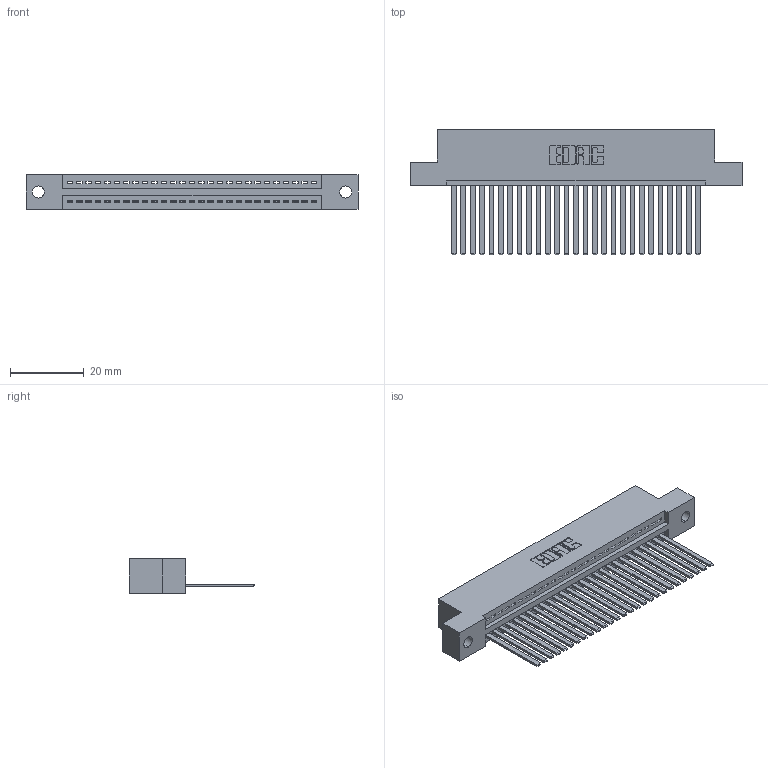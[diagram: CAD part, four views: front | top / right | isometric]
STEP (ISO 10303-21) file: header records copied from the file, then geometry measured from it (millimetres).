
FILE_DESCRIPTION (( 'STEP AP203' ), '1' );
FILE_NAME ('395-027-544-102.STEP', '2018-11-10T06:13:08', ( '' ), ( '' ), 'SwSTEP 2.0', 'SolidWorks 2016', '' );
FILE_SCHEMA (( 'CONFIG_CONTROL_DESIGN' ));
Length unit declared in the file: inch
Products named in the file (3): 395-027-544-102; 345-292-001_345-293-144; 345 Part_Flush Mounting Lugs - 0.128 Dia
Assembly tree (28 placements, depth 2):
  395-027-544-102
    345 Part_Flush Mounting Lugs - 0.128 Dia
    345-292-001_345-293-144  x27
Bounding box: 89.79 x 33.96 x 9.4 mm (x, y, z)
Volume: 8681.4 mm3; surface area: 12000.2 mm2
Topology: 28 solids, 28 shells, 1530 faces, 4607 edges, 3034 vertices
Faces by surface type: plane 1052, cylinder 478
Entity records: 22159 total; most frequent: CARTESIAN_POINT 3845, ORIENTED_EDGE 3806, DIRECTION 3377, EDGE_CURVE 1903, LINE 1667, VECTOR 1667, VERTEX_POINT 1266, AXIS2_PLACEMENT_3D 855
